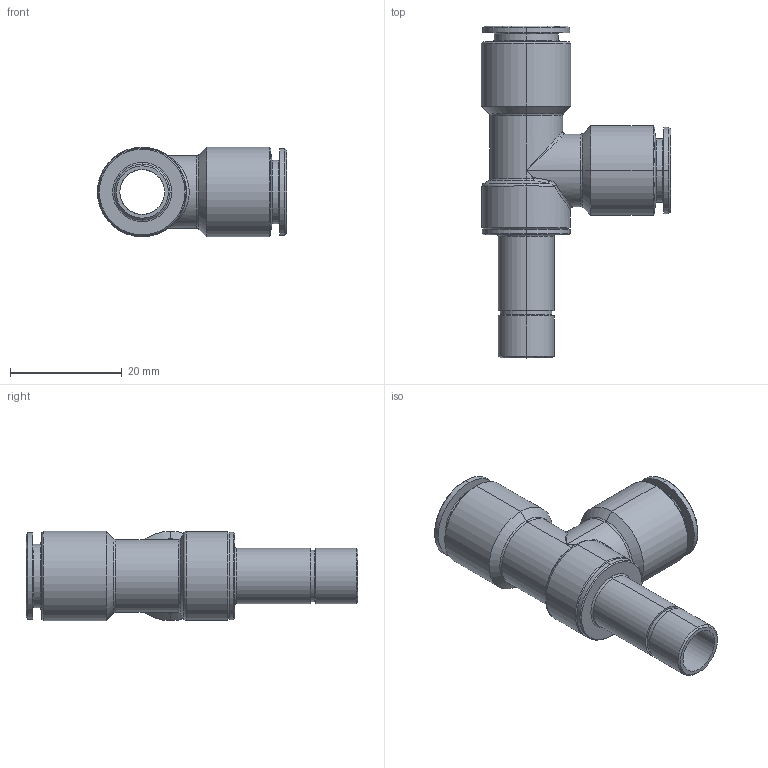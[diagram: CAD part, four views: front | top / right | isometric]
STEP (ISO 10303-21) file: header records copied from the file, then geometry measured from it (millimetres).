
FILE_DESCRIPTION (( 'STEP AP203' ), '1' );
FILE_NAME ('A0355050.STEP', '2009-12-16T09:53:16', ( 'Gabriele' ), ( 'C.Matic srl' ), 'SwSTEP 2.0', 'SolidWorks 2009', '' );
FILE_SCHEMA (( 'CONFIG_CONTROL_DESIGN' ));
Length unit declared in the file: millimetre
Products named in the file (1): A0355050
Bounding box: 33.8 x 59.3 x 16 mm (x, y, z)
Volume: 6270.4 mm3; surface area: 6259.6 mm2
Topology: 1 solids, 1 shells, 114 faces, 246 edges, 136 vertices
Faces by surface type: cone 39, cylinder 38, plane 13, torus 12, bspline 8, sphere 4
Entity records: 3934 total; most frequent: CARTESIAN_POINT 1376, DIRECTION 576, ORIENTED_EDGE 484, AXIS2_PLACEMENT_3D 248, EDGE_CURVE 242, CIRCLE 141, VERTEX_POINT 136, EDGE_LOOP 124
